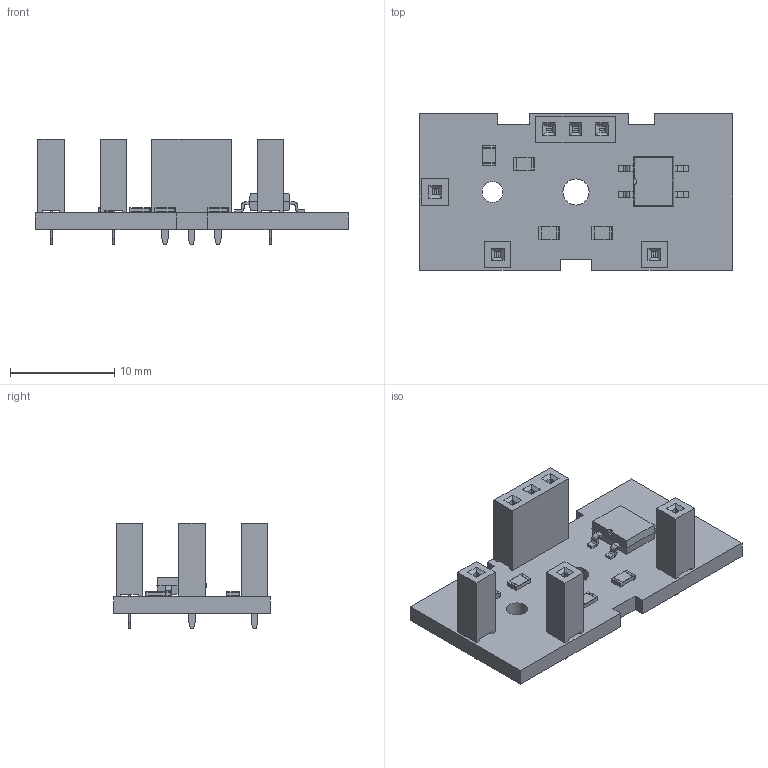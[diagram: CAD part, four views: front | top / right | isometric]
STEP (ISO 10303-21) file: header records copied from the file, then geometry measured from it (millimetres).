
FILE_DESCRIPTION(('KiCad electronic assembly'),'2;1');
FILE_NAME('MUX.step','2024-03-15T09:58:01',('Pcbnew'),('Kicad'), 'Open CASCADE STEP processor 7.7','KiCad to STEP converter','Unknown' );
FILE_SCHEMA(('AUTOMOTIVE_DESIGN { 1 0 10303 214 1 1 1 1 }'));
Length unit declared in the file: millimetre
Products named in the file (10): MUX 1; R_0805_2012Metric; SOLID; PinSocket_1x01_P2.54mm_Vertical; PinSocket_1x03_P2.54mm_Vertical; MB10F-13; COMPOUND; _autosave-MUX PCB
Assembly tree (14 placements, depth 3):
  MUX 1
    R_0805_2012Metric  x4
      SOLID
    PinSocket_1x01_P2.54mm_Vertical  x3
      SOLID
    PinSocket_1x03_P2.54mm_Vertical
      SOLID
    MB10F-13
      COMPOUND
    _autosave-MUX PCB
Bounding box: 30 x 15 x 10.1 mm (x, y, z)
Volume: 969.2 mm3; surface area: 1736.3 mm2
Topology: 14 solids, 14 shells, 445 faces, 1145 edges, 746 vertices
Faces by surface type: plane 387, cylinder 58
Full cylindrical faces by diameter (mm): 1 x6, 2 x2, 2.5 x1
Entity records: 19690 total; most frequent: CARTESIAN_POINT 3295, DIRECTION 2818, LINE 2057, VECTOR 2057, ORIENTED_EDGE 1466, PCURVE 1466, DEFINITIONAL_REPRESENTATION 1466, EDGE_CURVE 733
